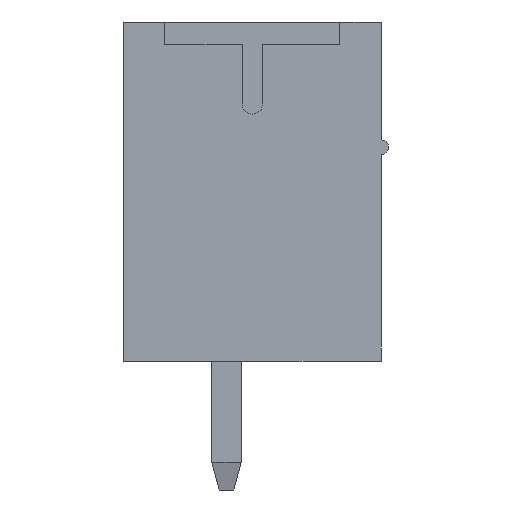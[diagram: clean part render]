
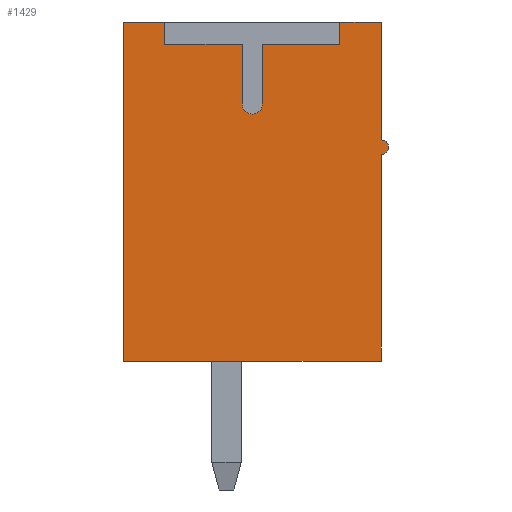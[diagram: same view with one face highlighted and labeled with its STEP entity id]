
A CAD part, left-side view. The second image highlights one B-rep face of the part: STEP entity #1429.
In plain terms, the highlighted planar face has unit normal (-1, 0, 0).
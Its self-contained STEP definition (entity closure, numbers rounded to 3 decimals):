
#1429 = ADVANCED_FACE( '', ( #2995 ), #2996, .F. );
#2995 = FACE_OUTER_BOUND( '', #4731, .T. );
#2996 = PLANE( '', #4732 );
#4731 = EDGE_LOOP( '', ( #8543, #8544, #8545, #8546, #8547, #8548, #8549, #8550, #8551, #8552, #8553, #8554, #8555, #8556 ) );
#4732 = AXIS2_PLACEMENT_3D( '', #8557, #8558, #8559 );
#8543 = ORIENTED_EDGE( '', *, *, #12033, .T. );
#8544 = ORIENTED_EDGE( '', *, *, #12279, .T. );
#8545 = ORIENTED_EDGE( '', *, *, #11950, .T. );
#8546 = ORIENTED_EDGE( '', *, *, #12280, .T. );
#8547 = ORIENTED_EDGE( '', *, *, #12223, .T. );
#8548 = ORIENTED_EDGE( '', *, *, #10753, .T. );
#8549 = ORIENTED_EDGE( '', *, *, #11335, .T. );
#8550 = ORIENTED_EDGE( '', *, *, #12281, .T. );
#8551 = ORIENTED_EDGE( '', *, *, #10822, .T. );
#8552 = ORIENTED_EDGE( '', *, *, #12282, .T. );
#8553 = ORIENTED_EDGE( '', *, *, #12283, .T. );
#8554 = ORIENTED_EDGE( '', *, *, #12284, .T. );
#8555 = ORIENTED_EDGE( '', *, *, #12164, .T. );
#8556 = ORIENTED_EDGE( '', *, *, #11684, .T. );
#8557 = CARTESIAN_POINT( '', ( -23.305, 0., 2.375 ) );
#8558 = DIRECTION( '', ( 1., 0., 0. ) );
#8559 = DIRECTION( '', ( 0., 0., -1. ) );
#10753 = EDGE_CURVE( '', #12928, #12926, #12929, .T. );
#10822 = EDGE_CURVE( '', #13053, #13051, #13054, .T. );
#11335 = EDGE_CURVE( '', #12926, #13928, #13930, .T. );
#11684 = EDGE_CURVE( '', #14494, #14495, #14496, .F. );
#11950 = EDGE_CURVE( '', #14878, #14876, #14879, .T. );
#12033 = EDGE_CURVE( '', #14495, #14991, #14992, .T. );
#12164 = EDGE_CURVE( '', #15169, #14494, #15170, .T. );
#12223 = EDGE_CURVE( '', #15248, #12928, #15249, .T. );
#12279 = EDGE_CURVE( '', #14991, #14878, #15322, .T. );
#12280 = EDGE_CURVE( '', #14876, #15248, #15323, .T. );
#12281 = EDGE_CURVE( '', #13928, #13053, #15324, .T. );
#12282 = EDGE_CURVE( '', #13051, #15325, #15326, .T. );
#12283 = EDGE_CURVE( '', #15325, #15327, #15328, .T. );
#12284 = EDGE_CURVE( '', #15327, #15169, #15329, .T. );
#12926 = VERTEX_POINT( '', #16130 );
#12928 = VERTEX_POINT( '', #16133 );
#12929 = CIRCLE( '', #16134, 0.275 );
#13051 = VERTEX_POINT( '', #16309 );
#13053 = VERTEX_POINT( '', #16312 );
#13054 = LINE( '', #16313, #16314 );
#13928 = VERTEX_POINT( '', #17582 );
#13930 = LINE( '', #17585, #17586 );
#14494 = VERTEX_POINT( '', #18403 );
#14495 = VERTEX_POINT( '', #18404 );
#14496 = CIRCLE( '', #18405, 0.2 );
#14876 = VERTEX_POINT( '', #18970 );
#14878 = VERTEX_POINT( '', #18973 );
#14879 = LINE( '', #18974, #18975 );
#14991 = VERTEX_POINT( '', #19144 );
#14992 = LINE( '', #19145, #19146 );
#15169 = VERTEX_POINT( '', #19412 );
#15170 = LINE( '', #19413, #19414 );
#15248 = VERTEX_POINT( '', #19531 );
#15249 = LINE( '', #19532, #19533 );
#15322 = LINE( '', #19641, #19642 );
#15323 = LINE( '', #19643, #19644 );
#15324 = LINE( '', #19645, #19646 );
#15325 = VERTEX_POINT( '', #19647 );
#15326 = LINE( '', #19648, #19649 );
#15327 = VERTEX_POINT( '', #19650 );
#15328 = LINE( '', #19651, #19652 );
#15329 = LINE( '', #19653, #19654 );
#16130 = CARTESIAN_POINT( '', ( -23.305, 0.275, 2.375 ) );
#16133 = CARTESIAN_POINT( '', ( -23.305, -0.275, 2.375 ) );
#16134 = AXIS2_PLACEMENT_3D( '', #20560, #20561, #20562 );
#16309 = CARTESIAN_POINT( '', ( -23.305, 2.375, 4.6 ) );
#16312 = CARTESIAN_POINT( '', ( -23.305, 2.375, 4. ) );
#16313 = CARTESIAN_POINT( '', ( -23.305, 2.375, 4. ) );
#16314 = VECTOR( '', #20626, 1000. );
#17582 = CARTESIAN_POINT( '', ( -23.305, 0.275, 4. ) );
#17585 = CARTESIAN_POINT( '', ( -23.305, 0.275, 2.375 ) );
#17586 = VECTOR( '', #21094, 1000. );
#18403 = CARTESIAN_POINT( '', ( -23.305, -3.5, 1. ) );
#18404 = CARTESIAN_POINT( '', ( -23.305, -3.5, 1.4 ) );
#18405 = AXIS2_PLACEMENT_3D( '', #21405, #21406, #21407 );
#18970 = CARTESIAN_POINT( '', ( -23.305, -2.375, 4. ) );
#18973 = CARTESIAN_POINT( '', ( -23.305, -2.375, 4.6 ) );
#18974 = CARTESIAN_POINT( '', ( -23.305, -2.375, 4.6 ) );
#18975 = VECTOR( '', #21627, 1000. );
#19144 = CARTESIAN_POINT( '', ( -23.305, -3.5, 4.6 ) );
#19145 = CARTESIAN_POINT( '', ( -23.305, -3.5, 1.4 ) );
#19146 = VECTOR( '', #21688, 1000. );
#19412 = CARTESIAN_POINT( '', ( -23.305, -3.5, -4.6 ) );
#19413 = CARTESIAN_POINT( '', ( -23.305, -3.5, -4.6 ) );
#19414 = VECTOR( '', #21799, 1000. );
#19531 = CARTESIAN_POINT( '', ( -23.305, -0.275, 4. ) );
#19532 = CARTESIAN_POINT( '', ( -23.305, -0.275, 4. ) );
#19533 = VECTOR( '', #21845, 1000. );
#19641 = CARTESIAN_POINT( '', ( -23.305, -3.871, 4.6 ) );
#19642 = VECTOR( '', #21887, 1000. );
#19643 = CARTESIAN_POINT( '', ( -23.305, -2.375, 4. ) );
#19644 = VECTOR( '', #21888, 1000. );
#19645 = CARTESIAN_POINT( '', ( -23.305, 0.275, 4. ) );
#19646 = VECTOR( '', #21889, 1000. );
#19647 = CARTESIAN_POINT( '', ( -23.305, 3.5, 4.6 ) );
#19648 = CARTESIAN_POINT( '', ( -23.305, 2.375, 4.6 ) );
#19649 = VECTOR( '', #21890, 1000. );
#19650 = CARTESIAN_POINT( '', ( -23.305, 3.5, -4.6 ) );
#19651 = CARTESIAN_POINT( '', ( -23.305, 3.5, 4.6 ) );
#19652 = VECTOR( '', #21891, 1000. );
#19653 = CARTESIAN_POINT( '', ( -23.305, 3.5, -4.6 ) );
#19654 = VECTOR( '', #21892, 1000. );
#20560 = CARTESIAN_POINT( '', ( -23.305, 0., 2.375 ) );
#20561 = DIRECTION( '', ( 1., 0., 0. ) );
#20562 = DIRECTION( '', ( 0., -1., 0. ) );
#20626 = DIRECTION( '', ( 0., 0., 1. ) );
#21094 = DIRECTION( '', ( 0., 0., 1. ) );
#21405 = CARTESIAN_POINT( '', ( -23.305, -3.5, 1.2 ) );
#21406 = DIRECTION( '', ( 1., 0., 0. ) );
#21407 = DIRECTION( '', ( 0., 0., -1. ) );
#21627 = DIRECTION( '', ( 0., 0., -1. ) );
#21688 = DIRECTION( '', ( 0., 0., 1. ) );
#21799 = DIRECTION( '', ( 0., 0., 1. ) );
#21845 = DIRECTION( '', ( 0., 0., -1. ) );
#21887 = DIRECTION( '', ( 0., 1., 0. ) );
#21888 = DIRECTION( '', ( 0., 1., 0. ) );
#21889 = DIRECTION( '', ( 0., 1., 0. ) );
#21890 = DIRECTION( '', ( 0., 1., 0. ) );
#21891 = DIRECTION( '', ( 0., 0., -1. ) );
#21892 = DIRECTION( '', ( 0., -1., 0. ) );
